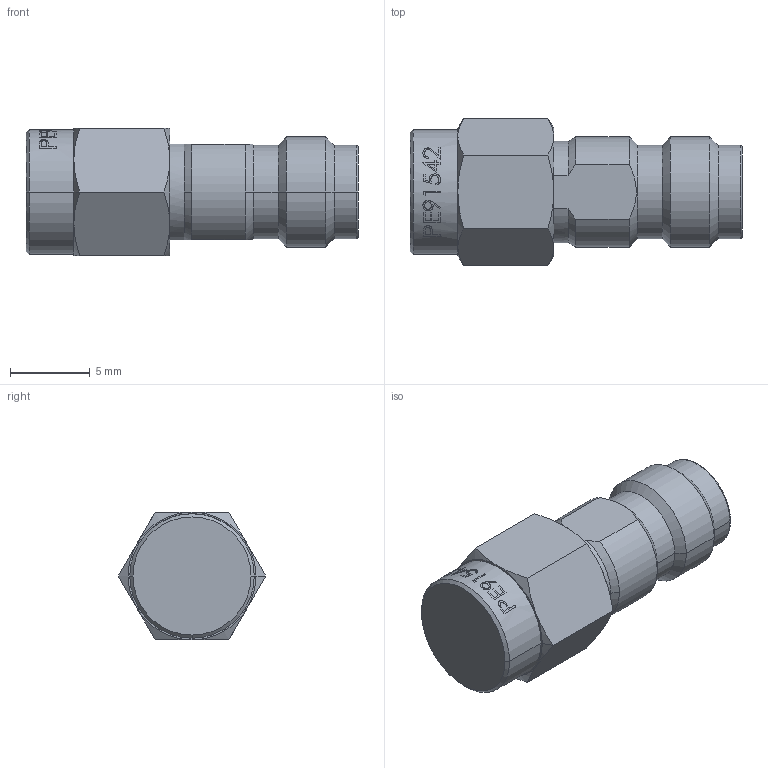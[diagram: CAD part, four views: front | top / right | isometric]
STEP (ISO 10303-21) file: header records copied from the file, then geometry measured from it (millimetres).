
FILE_DESCRIPTION (( 'STEP AP203' ), '1' );
FILE_NAME ('PE91542.STEP', '2021-05-05T11:51:04', ( '' ), ( '' ), 'SwSTEP 2.0', 'SolidWorks 2020', '' );
FILE_SCHEMA (( 'CONFIG_CONTROL_DESIGN' ));
Length unit declared in the file: millimetre
Products named in the file (1): PE91542
Bounding box: 20.8 x 9.24 x 8 mm (x, y, z)
Volume: 858.7 mm3; surface area: 605.5 mm2
Topology: 1 solids, 1 shells, 150 faces, 379 edges, 243 vertices
Faces by surface type: plane 66, bspline 29, cylinder 27, cone 26, torus 2
Entity records: 6076 total; most frequent: CARTESIAN_POINT 2595, ORIENTED_EDGE 758, DIRECTION 624, EDGE_CURVE 379, VERTEX_POINT 243, AXIS2_PLACEMENT_3D 231, EDGE_LOOP 162, LINE 162
